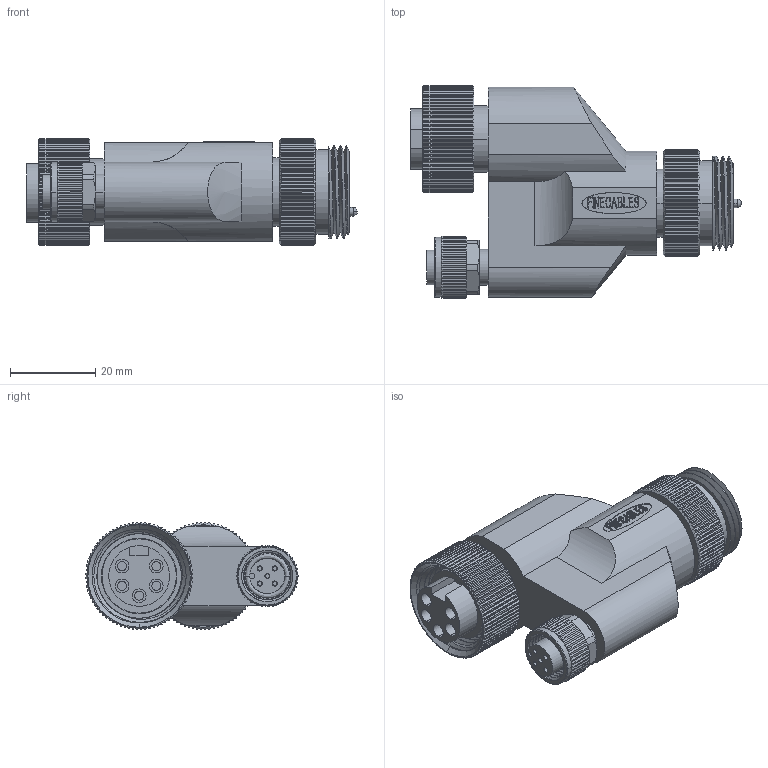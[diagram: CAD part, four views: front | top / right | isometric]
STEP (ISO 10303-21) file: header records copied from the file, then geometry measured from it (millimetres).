
FILE_DESCRIPTION (( 'STEP AP203' ), '1' );
FILE_NAME ('P351.STEP', '2020-04-15T06:38:26', ( 'edpusr' ), ( 'Microsoft' ), 'SwSTEP 2.0', 'SolidWorks 2015', '' );
FILE_SCHEMA (( 'CONFIG_CONTROL_DESIGN' ));
Products named in the file (1): P351
Bounding box: 77.4 x 49.73 x 24.99 mm (x, y, z)
Volume: 41068.4 mm3; surface area: 18038.7 mm2
Topology: 6 solids, 6 shells, 1061 faces, 2982 edges, 1964 vertices
Faces by surface type: plane 635, cylinder 276, bspline 121, cone 29
Entity records: 42192 total; most frequent: CARTESIAN_POINT 16796, ORIENTED_EDGE 5932, DIRECTION 4338, EDGE_CURVE 2966, VERTEX_POINT 1964, AXIS2_PLACEMENT_3D 1527, VECTOR 1284, LINE 1284
